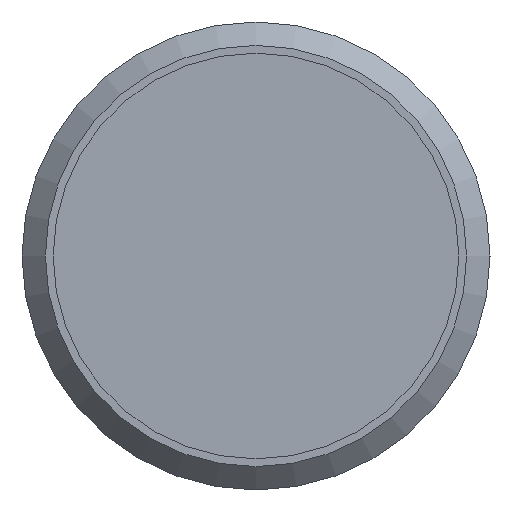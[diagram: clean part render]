
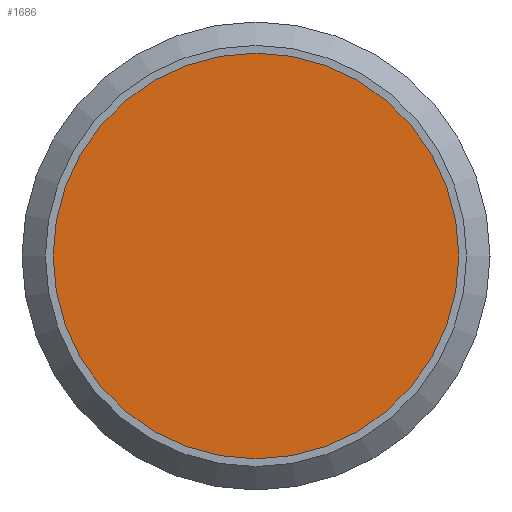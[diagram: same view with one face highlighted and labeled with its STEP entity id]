
A CAD part, front view. The second image highlights one B-rep face of the part: STEP entity #1686.
In plain terms, the highlighted planar face has unit normal (0, -1, 0).
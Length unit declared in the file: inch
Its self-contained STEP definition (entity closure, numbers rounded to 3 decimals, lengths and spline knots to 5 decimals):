
#24 = AXIS2_PLACEMENT_3D ( 'NONE', #810, #1223, #574 ) ;
#118 = EDGE_CURVE ( 'NONE', #1068, #1068, #1222, .T. ) ;
#420 = AXIS2_PLACEMENT_3D ( 'NONE', #1009, #870, #1397 ) ;
#473 = PLANE ( 'NONE',  #420 ) ;
#574 = DIRECTION ( 'NONE',  ( 0., 0., -1. ) ) ;
#810 = CARTESIAN_POINT ( 'NONE',  ( 0., -0.95472, 0. ) ) ;
#870 = DIRECTION ( 'NONE',  ( 0., 1., 0. ) ) ;
#1009 = CARTESIAN_POINT ( 'NONE',  ( 0., -0.95472, 0. ) ) ;
#1068 = VERTEX_POINT ( 'NONE', #1309 ) ;
#1188 = EDGE_LOOP ( 'NONE', ( #1554 ) ) ;
#1222 = CIRCLE ( 'NONE', #24, 0.20472 ) ;
#1223 = DIRECTION ( 'NONE',  ( 0., 1., 0. ) ) ;
#1309 = CARTESIAN_POINT ( 'NONE',  ( 0., -0.95472, -0.20472 ) ) ;
#1397 = DIRECTION ( 'NONE',  ( 0., 0., 1. ) ) ;
#1554 = ORIENTED_EDGE ( 'NONE', *, *, #118, .F. ) ;
#1653 = FACE_OUTER_BOUND ( 'NONE', #1188, .T. ) ;
#1686 = ADVANCED_FACE ( 'NONE', ( #1653 ), #473, .F. ) ;
